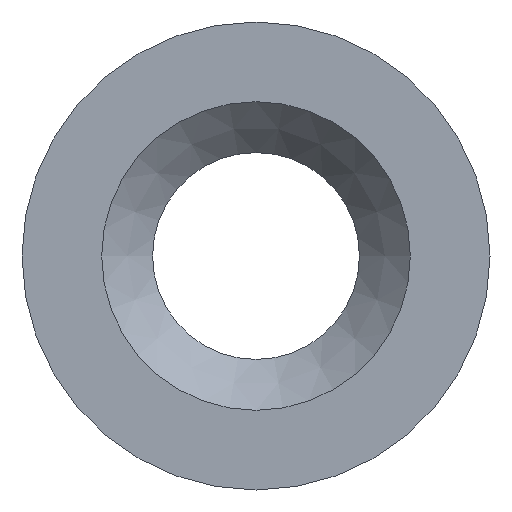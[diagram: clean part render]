
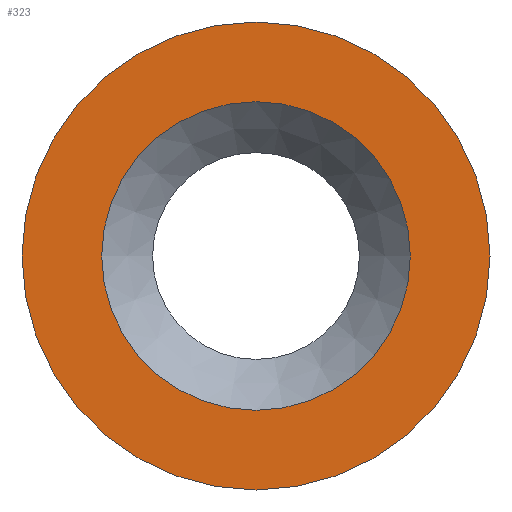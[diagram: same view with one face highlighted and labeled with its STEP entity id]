
A CAD part, left-side view. The second image highlights one B-rep face of the part: STEP entity #323.
In plain terms, the highlighted planar face has unit normal (-1, 0, 0).
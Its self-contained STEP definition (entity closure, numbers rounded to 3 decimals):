
#19=FACE_BOUND('',#73,.T.);
#28=PLANE('',#365);
#48=FACE_OUTER_BOUND('',#72,.T.);
#72=EDGE_LOOP('',(#241));
#73=EDGE_LOOP('',(#242));
#125=CIRCLE('',#360,4.55);
#129=CIRCLE('',#366,6.9);
#158=VERTEX_POINT('',#545);
#162=VERTEX_POINT('',#557);
#187=EDGE_CURVE('',#158,#158,#125,.T.);
#193=EDGE_CURVE('',#162,#162,#129,.T.);
#241=ORIENTED_EDGE('',*,*,#193,.F.);
#242=ORIENTED_EDGE('',*,*,#187,.F.);
#323=ADVANCED_FACE('',(#48,#19),#28,.T.);
#360=AXIS2_PLACEMENT_3D('',#546,#420,#421);
#365=AXIS2_PLACEMENT_3D('',#556,#432,#433);
#366=AXIS2_PLACEMENT_3D('',#558,#434,#435);
#420=DIRECTION('center_axis',(-1.,0.,0.));
#421=DIRECTION('ref_axis',(0.,1.,0.));
#432=DIRECTION('center_axis',(-1.,0.,0.));
#433=DIRECTION('ref_axis',(0.,0.,1.));
#434=DIRECTION('center_axis',(1.,0.,0.));
#435=DIRECTION('ref_axis',(0.,0.,-1.));
#545=CARTESIAN_POINT('',(-1.5,-4.55,0.));
#546=CARTESIAN_POINT('Origin',(-1.5,0.,
0.));
#556=CARTESIAN_POINT('Origin',(-1.5,6.9,0.));
#557=CARTESIAN_POINT('',(-1.5,-6.9,0.));
#558=CARTESIAN_POINT('Origin',(-1.5,0.,0.));
